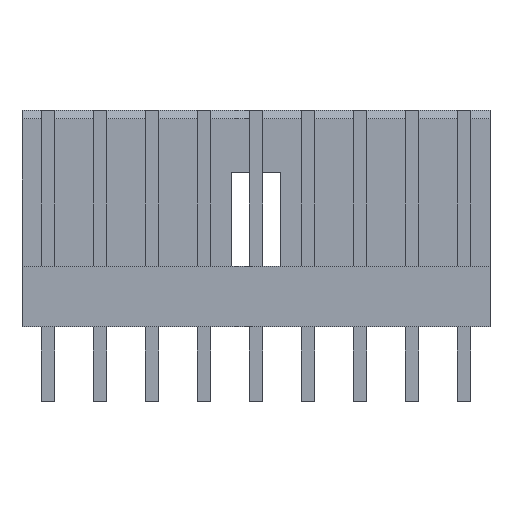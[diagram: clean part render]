
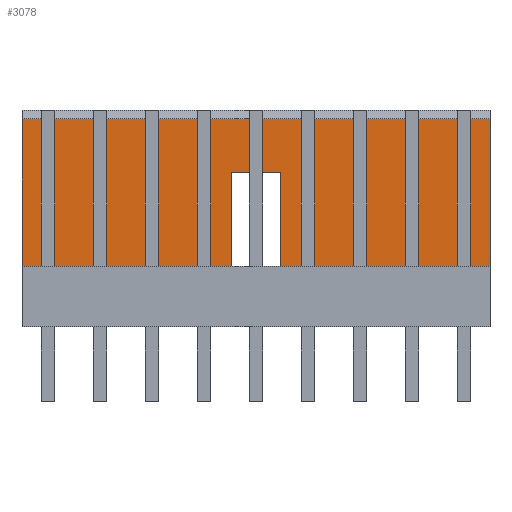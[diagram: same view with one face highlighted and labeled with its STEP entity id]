
A CAD part, front view. The second image highlights one B-rep face of the part: STEP entity #3078.
In plain terms, the highlighted planar face has unit normal (0, -1, 0).
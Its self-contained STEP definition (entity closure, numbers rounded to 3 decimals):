
#138=DIRECTION('',(0.,0.,-1.));
#139=VECTOR('',#138,7.1);
#140=CARTESIAN_POINT('',(-11.25,1.6,-0.4));
#141=LINE('',#140,#139);
#522=DIRECTION('',(1.,0.,0.));
#523=VECTOR('',#522,10.05);
#524=CARTESIAN_POINT('',(1.2,1.6,-7.5));
#525=LINE('',#524,#523);
#526=DIRECTION('',(1.,0.,0.));
#527=VECTOR('',#526,10.05);
#528=CARTESIAN_POINT('',(-11.25,1.6,-7.5));
#529=LINE('',#528,#527);
#1106=DIRECTION('',(-1.,0.,0.));
#1107=VECTOR('',#1106,22.5);
#1108=CARTESIAN_POINT('',(11.25,1.6,-0.4));
#1109=LINE('',#1108,#1107);
#1110=DIRECTION('',(0.,0.,1.));
#1111=VECTOR('',#1110,4.5);
#1112=CARTESIAN_POINT('',(1.2,1.6,-7.5));
#1113=LINE('',#1112,#1111);
#1114=DIRECTION('',(1.,0.,0.));
#1115=VECTOR('',#1114,2.4);
#1116=CARTESIAN_POINT('',(-1.2,1.6,-3.));
#1117=LINE('',#1116,#1115);
#1118=DIRECTION('',(0.,0.,1.));
#1119=VECTOR('',#1118,4.5);
#1120=CARTESIAN_POINT('',(-1.2,1.6,-7.5));
#1121=LINE('',#1120,#1119);
#1146=DIRECTION('',(0.,0.,-1.));
#1147=VECTOR('',#1146,7.1);
#1148=CARTESIAN_POINT('',(11.25,1.6,-0.4));
#1149=LINE('',#1148,#1147);
#1154=CARTESIAN_POINT('',(-11.25,1.6,-7.5));
#1156=VERTEX_POINT('',#1154);
#1162=CARTESIAN_POINT('',(11.25,1.6,-7.5));
#1164=VERTEX_POINT('',#1162);
#1270=CARTESIAN_POINT('',(1.2,1.6,-7.5));
#1272=VERTEX_POINT('',#1270);
#1276=CARTESIAN_POINT('',(1.2,1.6,-3.));
#1277=VERTEX_POINT('',#1276);
#1278=CARTESIAN_POINT('',(-1.2,1.6,-3.));
#1279=VERTEX_POINT('',#1278);
#1280=CARTESIAN_POINT('',(-1.2,1.6,-7.5));
#1281=VERTEX_POINT('',#1280);
#1294=CARTESIAN_POINT('',(-11.25,1.6,-0.4));
#1296=VERTEX_POINT('',#1294);
#1300=CARTESIAN_POINT('',(11.25,1.6,-0.4));
#1301=VERTEX_POINT('',#1300);
#3061=CARTESIAN_POINT('',(-11.25,1.6,0.));
#3062=DIRECTION('',(0.,-1.,0.));
#3063=DIRECTION('',(0.,0.,-1.));
#3064=AXIS2_PLACEMENT_3D('',#3061,#3062,#3063);
#3065=PLANE('',#3064);
#3066=ORIENTED_EDGE('',*,*,#1526,.F.);
#3068=ORIENTED_EDGE('',*,*,#3067,.T.);
#3069=ORIENTED_EDGE('',*,*,#1716,.F.);
#3070=ORIENTED_EDGE('',*,*,#3027,.T.);
#3072=ORIENTED_EDGE('',*,*,#3071,.F.);
#3073=ORIENTED_EDGE('',*,*,#3051,.F.);
#3074=ORIENTED_EDGE('',*,*,#1723,.F.);
#3075=ORIENTED_EDGE('',*,*,#1501,.F.);
#3076=EDGE_LOOP('',(#3066,#3068,#3069,#3070,#3072,#3073,#3074,#3075));
#3077=FACE_OUTER_BOUND('',#3076,.F.);
#1501=EDGE_CURVE('',#1296,#1156,#141,.T.);
#1526=EDGE_CURVE('',#1301,#1296,#1109,.T.);
#1716=EDGE_CURVE('',#1272,#1164,#525,.T.);
#1723=EDGE_CURVE('',#1156,#1281,#529,.T.);
#3027=EDGE_CURVE('',#1272,#1277,#1113,.T.);
#3051=EDGE_CURVE('',#1281,#1279,#1121,.T.);
#3067=EDGE_CURVE('',#1301,#1164,#1149,.T.);
#3071=EDGE_CURVE('',#1279,#1277,#1117,.T.);
#3078=ADVANCED_FACE('',(#3077),#3065,.T.);
